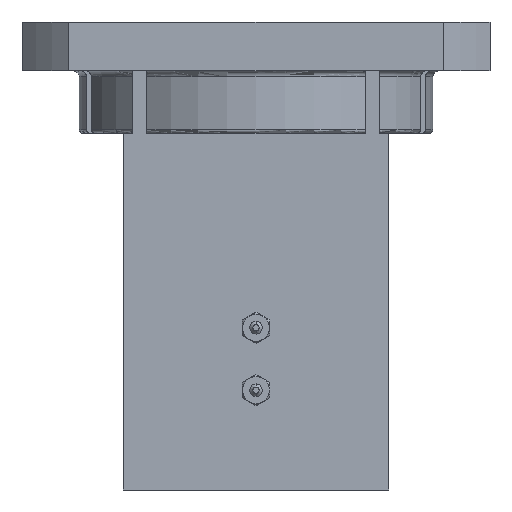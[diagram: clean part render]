
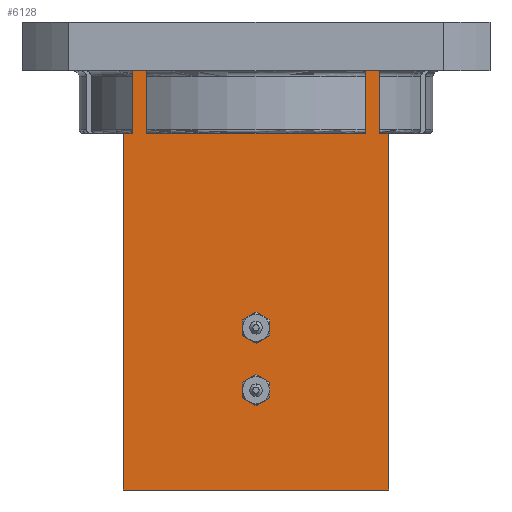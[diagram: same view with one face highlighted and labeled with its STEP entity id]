
A CAD part, front view. The second image highlights one B-rep face of the part: STEP entity #6128.
In plain terms, the highlighted planar face has unit normal (0, -1, 0).
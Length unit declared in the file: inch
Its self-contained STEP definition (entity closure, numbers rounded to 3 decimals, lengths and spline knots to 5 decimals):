
#44 = EDGE_CURVE ( 'NONE', #2721, #3111, #2042, .T. ) ;
#144 = EDGE_CURVE ( 'NONE', #3478, #843, #4388, .T. ) ;
#204 = DIRECTION ( 'NONE',  ( 0., -1., 0. ) ) ;
#262 = EDGE_CURVE ( 'NONE', #3586, #276, #3101, .T. ) ;
#276 = VERTEX_POINT ( 'NONE', #5559 ) ;
#284 = EDGE_CURVE ( 'NONE', #3111, #4629, #5978, .T. ) ;
#310 = CARTESIAN_POINT ( 'NONE',  ( 0.425, -0.2375, -0.356 ) ) ;
#374 = DIRECTION ( 'NONE',  ( 1., 0., 0. ) ) ;
#398 = EDGE_CURVE ( 'NONE', #276, #2842, #2813, .T. ) ;
#667 = ORIENTED_EDGE ( 'NONE', *, *, #5949, .F. ) ;
#724 = FACE_OUTER_BOUND ( 'NONE', #3616, .T. ) ;
#811 = VERTEX_POINT ( 'NONE', #3438 ) ;
#843 = VERTEX_POINT ( 'NONE', #3989 ) ;
#875 = ORIENTED_EDGE ( 'NONE', *, *, #144, .F. ) ;
#922 = EDGE_CURVE ( 'NONE', #2254, #3478, #1577, .T. ) ;
#957 = VECTOR ( 'NONE', #3275, 39.37008 ) ;
#1144 = CARTESIAN_POINT ( 'NONE',  ( 0.395, -0.2375, -0.156 ) ) ;
#1200 = CARTESIAN_POINT ( 'NONE',  ( 0.425, -0.2375, -1.5 ) ) ;
#1273 = CARTESIAN_POINT ( 'NONE',  ( -0.35, -0.2375, -0.156 ) ) ;
#1325 = CARTESIAN_POINT ( 'NONE',  ( -0.425, -0.2375, -1.5 ) ) ;
#1401 = VECTOR ( 'NONE', #2191, 39.37008 ) ;
#1407 = ORIENTED_EDGE ( 'NONE', *, *, #3651, .T. ) ;
#1486 = DIRECTION ( 'NONE',  ( 0., 0., 1. ) ) ;
#1535 = VECTOR ( 'NONE', #5401, 39.37008 ) ;
#1568 = CARTESIAN_POINT ( 'NONE',  ( -0.425, -0.2375, -1.5 ) ) ;
#1577 = LINE ( 'NONE', #5792, #3800 ) ;
#1595 = DIRECTION ( 'NONE',  ( 1., 0., 0. ) ) ;
#1682 = CARTESIAN_POINT ( 'NONE',  ( -0.425, -0.2375, -0.356 ) ) ;
#1689 = CARTESIAN_POINT ( 'NONE',  ( -0.35, -0.2375, -0.59738 ) ) ;
#1695 = VECTOR ( 'NONE', #5588, 39.37008 ) ;
#1795 = VECTOR ( 'NONE', #3037, 39.37008 ) ;
#1939 = CARTESIAN_POINT ( 'NONE',  ( -0.425, -0.2375, -1.5 ) ) ;
#2007 = EDGE_CURVE ( 'NONE', #4629, #2254, #5435, .T. ) ;
#2042 = LINE ( 'NONE', #5908, #3696 ) ;
#2051 = DIRECTION ( 'NONE',  ( 0., 0., -1. ) ) ;
#2191 = DIRECTION ( 'NONE',  ( 0., 0., 1. ) ) ;
#2197 = CARTESIAN_POINT ( 'NONE',  ( 0.395, -0.2375, -0.356 ) ) ;
#2201 = ORIENTED_EDGE ( 'NONE', *, *, #44, .F. ) ;
#2254 = VERTEX_POINT ( 'NONE', #4055 ) ;
#2352 = ORIENTED_EDGE ( 'NONE', *, *, #5276, .F. ) ;
#2407 = CARTESIAN_POINT ( 'NONE',  ( -0.35, -0.2375, -0.356 ) ) ;
#2453 = CARTESIAN_POINT ( 'NONE',  ( 0.395, -0.2375, -0.59738 ) ) ;
#2644 = ORIENTED_EDGE ( 'NONE', *, *, #4458, .T. ) ;
#2651 = CARTESIAN_POINT ( 'NONE',  ( -0.395, -0.2375, -0.156 ) ) ;
#2721 = VERTEX_POINT ( 'NONE', #2651 ) ;
#2763 = ORIENTED_EDGE ( 'NONE', *, *, #2007, .F. ) ;
#2791 = VECTOR ( 'NONE', #1595, 39.37008 ) ;
#2813 = LINE ( 'NONE', #3373, #2895 ) ;
#2842 = VERTEX_POINT ( 'NONE', #3013 ) ;
#2895 = VECTOR ( 'NONE', #374, 39.37008 ) ;
#2948 = LINE ( 'NONE', #2453, #3943 ) ;
#3009 = VECTOR ( 'NONE', #4575, 39.37008 ) ;
#3013 = CARTESIAN_POINT ( 'NONE',  ( -0.395, -0.2375, -0.356 ) ) ;
#3037 = DIRECTION ( 'NONE',  ( 1., 0., 0. ) ) ;
#3101 = LINE ( 'NONE', #1325, #1401 ) ;
#3111 = VERTEX_POINT ( 'NONE', #1273 ) ;
#3275 = DIRECTION ( 'NONE',  ( 0., 0., 1. ) ) ;
#3282 = CARTESIAN_POINT ( 'NONE',  ( 0.35, -0.2375, -0.156 ) ) ;
#3340 = VECTOR ( 'NONE', #3598, 39.37008 ) ;
#3373 = CARTESIAN_POINT ( 'NONE',  ( -0.425, -0.2375, -0.356 ) ) ;
#3438 = CARTESIAN_POINT ( 'NONE',  ( 0.425, -0.2375, -1.5 ) ) ;
#3478 = VERTEX_POINT ( 'NONE', #3282 ) ;
#3586 = VERTEX_POINT ( 'NONE', #1939 ) ;
#3598 = DIRECTION ( 'NONE',  ( 1., 0., 0. ) ) ;
#3616 = EDGE_LOOP ( 'NONE', ( #5204, #2352, #875, #4572, #2763, #3849, #2201, #667, #5042, #4280, #2644, #1407 ) ) ;
#3651 = EDGE_CURVE ( 'NONE', #811, #4513, #5492, .T. ) ;
#3696 = VECTOR ( 'NONE', #5880, 39.37008 ) ;
#3775 = PLANE ( 'NONE',  #4751 ) ;
#3800 = VECTOR ( 'NONE', #1486, 39.37008 ) ;
#3849 = ORIENTED_EDGE ( 'NONE', *, *, #284, .F. ) ;
#3943 = VECTOR ( 'NONE', #2051, 39.37008 ) ;
#3989 = CARTESIAN_POINT ( 'NONE',  ( 0.395, -0.2375, -0.156 ) ) ;
#4055 = CARTESIAN_POINT ( 'NONE',  ( 0.35, -0.2375, -0.356 ) ) ;
#4080 = VERTEX_POINT ( 'NONE', #2197 ) ;
#4280 = ORIENTED_EDGE ( 'NONE', *, *, #262, .F. ) ;
#4388 = LINE ( 'NONE', #1144, #1795 ) ;
#4458 = EDGE_CURVE ( 'NONE', #3586, #811, #5496, .T. ) ;
#4500 = DIRECTION ( 'NONE',  ( 0., 0., -1. ) ) ;
#4513 = VERTEX_POINT ( 'NONE', #310 ) ;
#4572 = ORIENTED_EDGE ( 'NONE', *, *, #922, .F. ) ;
#4575 = DIRECTION ( 'NONE',  ( 0., 0., 1. ) ) ;
#4599 = LINE ( 'NONE', #4631, #957 ) ;
#4629 = VERTEX_POINT ( 'NONE', #2407 ) ;
#4631 = CARTESIAN_POINT ( 'NONE',  ( -0.395, -0.2375, -0.59738 ) ) ;
#4751 = AXIS2_PLACEMENT_3D ( 'NONE', #4940, #204, #4500 ) ;
#4896 = EDGE_CURVE ( 'NONE', #4080, #4513, #5996, .T. ) ;
#4940 = CARTESIAN_POINT ( 'NONE',  ( -0.425, -0.2375, -1.5 ) ) ;
#5042 = ORIENTED_EDGE ( 'NONE', *, *, #398, .F. ) ;
#5204 = ORIENTED_EDGE ( 'NONE', *, *, #4896, .F. ) ;
#5276 = EDGE_CURVE ( 'NONE', #843, #4080, #2948, .T. ) ;
#5401 = DIRECTION ( 'NONE',  ( 1., 0., 0. ) ) ;
#5435 = LINE ( 'NONE', #5905, #2791 ) ;
#5492 = LINE ( 'NONE', #1200, #3009 ) ;
#5496 = LINE ( 'NONE', #1568, #1535 ) ;
#5559 = CARTESIAN_POINT ( 'NONE',  ( -0.425, -0.2375, -0.356 ) ) ;
#5588 = DIRECTION ( 'NONE',  ( 0., 0., -1. ) ) ;
#5792 = CARTESIAN_POINT ( 'NONE',  ( 0.35, -0.2375, -0.59738 ) ) ;
#5880 = DIRECTION ( 'NONE',  ( 1., 0., 0. ) ) ;
#5905 = CARTESIAN_POINT ( 'NONE',  ( -0.425, -0.2375, -0.356 ) ) ;
#5908 = CARTESIAN_POINT ( 'NONE',  ( -0.395, -0.2375, -0.156 ) ) ;
#5949 = EDGE_CURVE ( 'NONE', #2842, #2721, #4599, .T. ) ;
#5978 = LINE ( 'NONE', #1689, #1695 ) ;
#5996 = LINE ( 'NONE', #1682, #3340 ) ;
#6128 = ADVANCED_FACE ( 'NONE', ( #724 ), #3775, .T. ) ;
